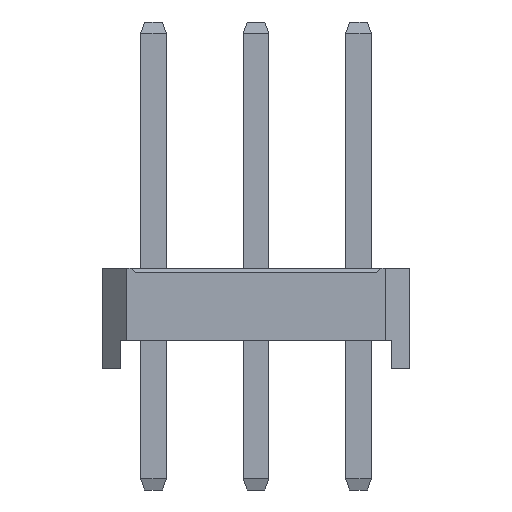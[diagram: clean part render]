
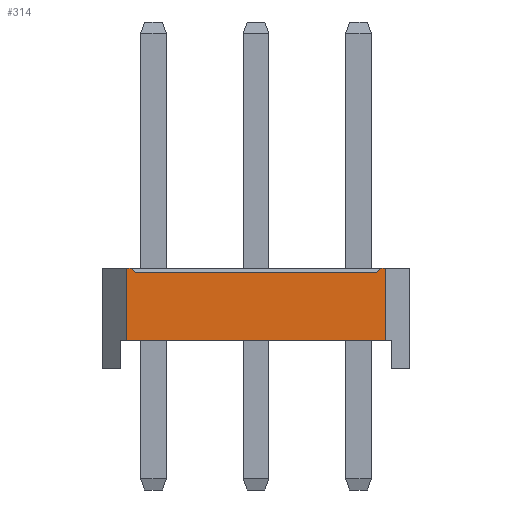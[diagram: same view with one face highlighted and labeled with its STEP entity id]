
A CAD part, left-side view. The second image highlights one B-rep face of the part: STEP entity #314.
In plain terms, the highlighted planar face has unit normal (-1, 0, 0).
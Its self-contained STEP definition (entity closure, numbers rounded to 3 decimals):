
#314=ADVANCED_FACE('',(#1587),#1589,.T.);
#1587=FACE_BOUND('',#1588,.T.);
#1588=EDGE_LOOP('',(#2599,#2600,#2601,#2602,#2603,#2604,#2605,#2606));
#1589=PLANE('',#1590);
#1590=AXIS2_PLACEMENT_3D('',#1591,#1592,#1593);
#1591=CARTESIAN_POINT('',(-1.27,5.75,0.));
#1592=DIRECTION('',(-1.,0.,0.));
#1593=DIRECTION('',(0.,-1.,0.));
#2599=ORIENTED_EDGE('',*,*,#3228,.F.);
#2600=ORIENTED_EDGE('',*,*,#3229,.T.);
#2601=ORIENTED_EDGE('',*,*,#3230,.F.);
#2602=ORIENTED_EDGE('',*,*,#3129,.F.);
#2603=ORIENTED_EDGE('',*,*,#3231,.F.);
#2604=ORIENTED_EDGE('',*,*,#3086,.T.);
#2605=ORIENTED_EDGE('',*,*,#3227,.T.);
#2606=ORIENTED_EDGE('',*,*,#3133,.F.);
#3086=EDGE_CURVE('',#3432,#3430,#3433,.T.);
#3129=EDGE_CURVE('',#3516,#3518,#3519,.T.);
#3133=EDGE_CURVE('',#3524,#3526,#3527,.T.);
#3227=EDGE_CURVE('',#3430,#3526,#3685,.T.);
#3228=EDGE_CURVE('',#3686,#3524,#3687,.F.);
#3229=EDGE_CURVE('',#3686,#3688,#3689,.T.);
#3230=EDGE_CURVE('',#3518,#3688,#3690,.F.);
#3231=EDGE_CURVE('',#3432,#3516,#3691,.T.);
#3430=VERTEX_POINT('',#3988);
#3432=VERTEX_POINT('',#3992);
#3433=LINE('',#3993,#3994);
#3516=VERTEX_POINT('',#4160);
#3518=VERTEX_POINT('',#4164);
#3519=LINE('',#4165,#4166);
#3524=VERTEX_POINT('',#4176);
#3526=VERTEX_POINT('',#4180);
#3527=LINE('',#4181,#4182);
#3685=LINE('',#4527,#4528);
#3686=VERTEX_POINT('',#4530);
#3687=LINE('',#4531,#4532);
#3688=VERTEX_POINT('',#4534);
#3689=LINE('',#4535,#4536);
#3690=LINE('',#4538,#4539);
#3691=LINE('',#4541,#4542);
#3988=CARTESIAN_POINT('',(-1.27,-0.67,0.7));
#3992=CARTESIAN_POINT('',(-1.27,5.75,0.7));
#3993=CARTESIAN_POINT('',(-1.27,5.75,0.7));
#3994=VECTOR('',#3995,1.);
#3995=DIRECTION('',(0.,-1.,0.));
#4160=CARTESIAN_POINT('',(-1.27,5.75,2.5));
#4164=CARTESIAN_POINT('',(-1.27,5.63,2.5));
#4165=CARTESIAN_POINT('',(-1.27,5.75,2.5));
#4166=VECTOR('',#4167,1.);
#4167=DIRECTION('',(0.,-1.,0.));
#4176=CARTESIAN_POINT('',(-1.27,-0.55,2.5));
#4180=CARTESIAN_POINT('',(-1.27,-0.67,2.5));
#4181=CARTESIAN_POINT('',(-1.27,-0.55,2.5));
#4182=VECTOR('',#4183,1.);
#4183=DIRECTION('',(0.,-1.,0.));
#4527=CARTESIAN_POINT('',(-1.27,-0.67,0.7));
#4528=VECTOR('',#4529,1.);
#4529=DIRECTION('',(0.,0.,1.));
#4530=CARTESIAN_POINT('',(-1.27,-0.45,2.4));
#4531=CARTESIAN_POINT('',(-1.27,-0.55,2.5));
#4532=VECTOR('',#4533,1.);
#4533=DIRECTION('',(0.,0.707,-0.707));
#4534=CARTESIAN_POINT('',(-1.27,5.53,2.4));
#4535=CARTESIAN_POINT('',(-1.27,-0.45,2.4));
#4536=VECTOR('',#4537,1.);
#4537=DIRECTION('',(0.,1.,0.));
#4538=CARTESIAN_POINT('',(-1.27,5.53,2.4));
#4539=VECTOR('',#4540,1.);
#4540=DIRECTION('',(0.,0.707,0.707));
#4541=CARTESIAN_POINT('',(-1.27,5.75,0.7));
#4542=VECTOR('',#4543,1.);
#4543=DIRECTION('',(0.,0.,1.));
